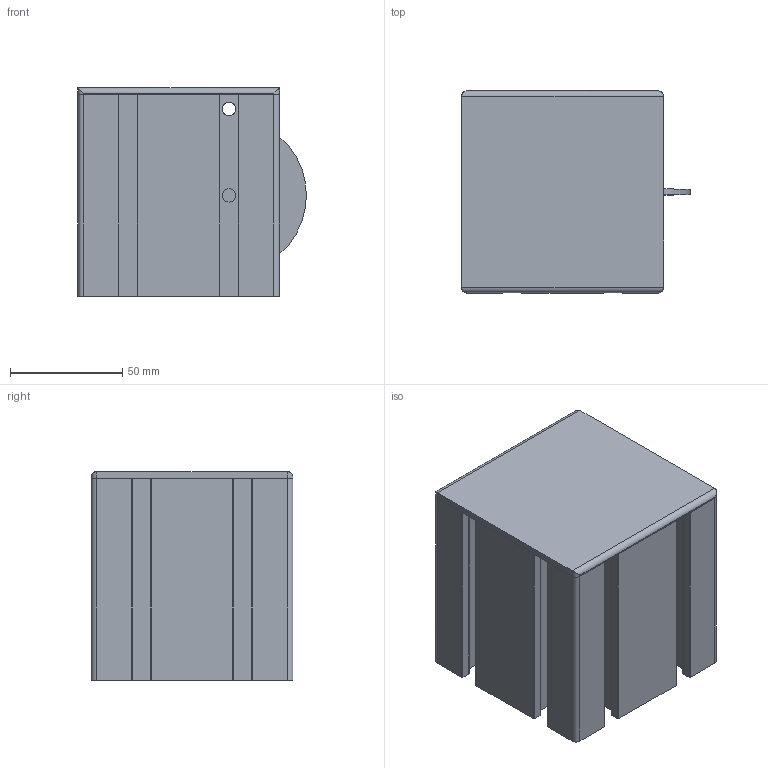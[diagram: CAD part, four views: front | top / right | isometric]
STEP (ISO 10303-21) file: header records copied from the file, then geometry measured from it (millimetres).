
FILE_DESCRIPTION(('STEP AP214'),'1');
FILE_NAME('cctmp_3AE52010-54BF-4CCA-979B-9B64E8E8D5AC_2020_9_21_17_18_51_976..stp','2020-09-21T15:18:52',('MiniTec Maschinenbau GmbH & Co.KG'),('CADClick - www.CADClick.com'),'Spatial InterOp 3D',' ','unknown authorization');
FILE_SCHEMA(('AUTOMOTIVE_DESIGN'));
Length unit declared in the file: millimetre
Products named in the file (5): 21.1839/0
Assembly tree (4 placements, depth 2):
  (unnamed)
    21.1839/0
    21.1839/0
    21.1839/0
    21.1839/0
Bounding box: 102 x 90 x 93 mm (x, y, z)
Volume: 227306.7 mm3; surface area: 139241.3 mm2
Topology: 4 solids, 4 shells, 248 faces, 714 edges, 472 vertices
Faces by surface type: plane 124, cylinder 120, cone 4
Entity records: 10650 total; most frequent: CARTESIAN_POINT 1759, DIRECTION 1440, ORIENTED_EDGE 1428, EDGE_CURVE 714, AXIS2_PLACEMENT_3D 487, VERTEX_POINT 472, LINE 466, VECTOR 466
